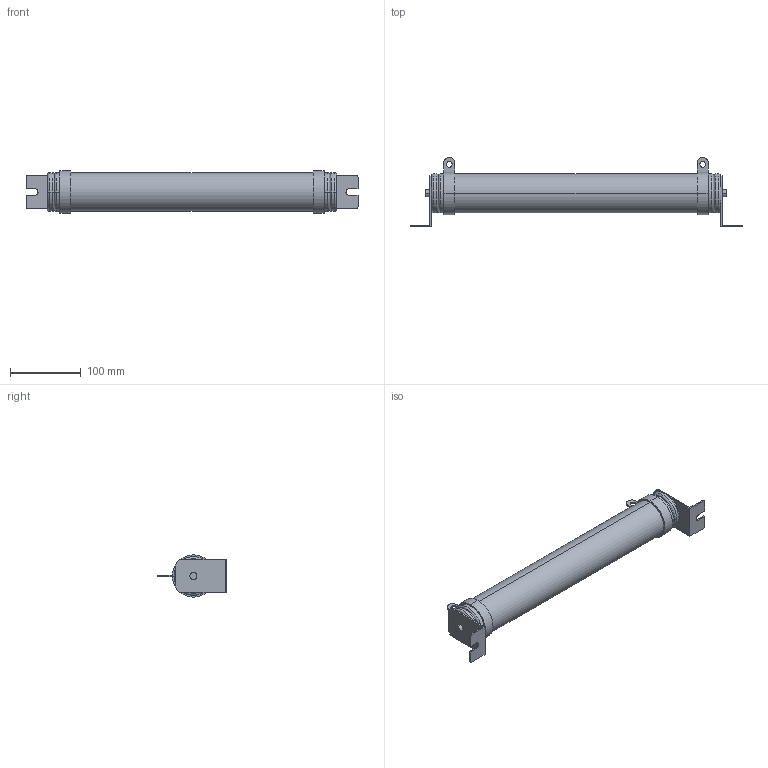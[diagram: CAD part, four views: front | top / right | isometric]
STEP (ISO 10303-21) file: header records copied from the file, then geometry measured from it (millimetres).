
FILE_DESCRIPTION (( 'STEP AP214' ), '1' );
FILE_NAME ('GS-BR-1K2W3P9.STEP', '2017-05-16T20:12:28', ( '' ), ( '' ), 'SwSTEP 2.0', 'SolidWorks 2015', '' );
FILE_SCHEMA (( 'AUTOMOTIVE_DESIGN' ));
Length unit declared in the file: inch
Products named in the file (1): GS-BR-1K2W3P9
Bounding box: 470 x 98 x 60 mm (x, y, z)
Volume: 1006076.2 mm3; surface area: 92393.2 mm2
Topology: 2 solids, 2 shells, 91 faces, 222 edges, 140 vertices
Faces by surface type: plane 41, cylinder 38, torus 12
Entity records: 2747 total; most frequent: DIRECTION 510, CARTESIAN_POINT 454, ORIENTED_EDGE 444, EDGE_CURVE 222, AXIS2_PLACEMENT_3D 196, VERTEX_POINT 140, VECTOR 118, LINE 118
